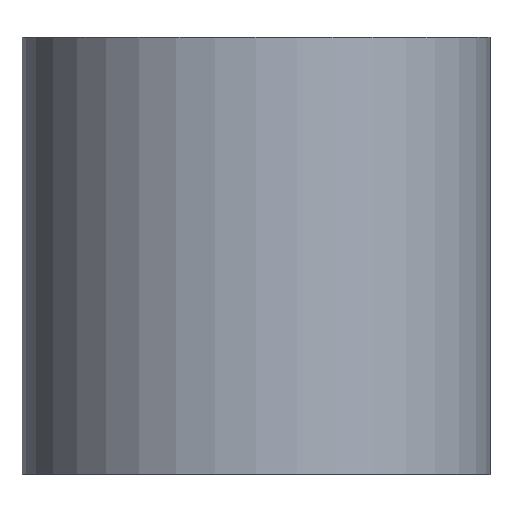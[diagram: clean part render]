
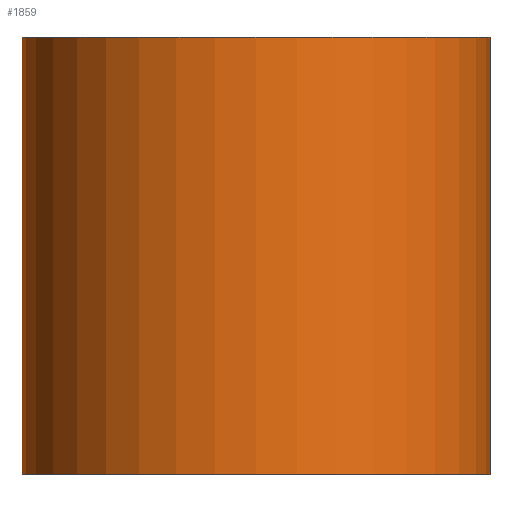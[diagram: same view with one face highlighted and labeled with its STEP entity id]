
A CAD part, top view. The second image highlights one B-rep face of the part: STEP entity #1859.
In plain terms, the highlighted cylindrical face has radius 18.737 mm (diameter 37.475 mm), a partial arc.
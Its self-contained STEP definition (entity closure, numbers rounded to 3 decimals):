
#74 = EDGE_CURVE ( 'NONE', #2169, #370, #2158, .T. ) ;
#166 = ORIENTED_EDGE ( 'NONE', *, *, #1872, .T. ) ;
#308 = DIRECTION ( 'NONE',  ( 1., 0., 0. ) ) ;
#370 = VERTEX_POINT ( 'NONE', #2292 ) ;
#437 = VECTOR ( 'NONE', #2664, 1000. ) ;
#447 = CYLINDRICAL_SURFACE ( 'NONE', #753, 18.737 ) ;
#462 = DIRECTION ( 'NONE',  ( 0., 0., -1. ) ) ;
#510 = LINE ( 'NONE', #1522, #569 ) ;
#521 = ORIENTED_EDGE ( 'NONE', *, *, #635, .F. ) ;
#523 = VERTEX_POINT ( 'NONE', #1345 ) ;
#569 = VECTOR ( 'NONE', #1348, 1000. ) ;
#635 = EDGE_CURVE ( 'NONE', #1354, #2169, #1856, .T. ) ;
#695 = AXIS2_PLACEMENT_3D ( 'NONE', #1643, #1417, #1189 ) ;
#730 = EDGE_LOOP ( 'NONE', ( #2338, #521, #990, #166 ) ) ;
#753 = AXIS2_PLACEMENT_3D ( 'NONE', #2337, #1772, #462 ) ;
#816 = CARTESIAN_POINT ( 'NONE',  ( 18.525, 35., 0. ) ) ;
#990 = ORIENTED_EDGE ( 'NONE', *, *, #1183, .T. ) ;
#1183 = EDGE_CURVE ( 'NONE', #1354, #523, #1235, .T. ) ;
#1188 = CARTESIAN_POINT ( 'NONE',  ( -0.213, 35., 0. ) ) ;
#1189 = DIRECTION ( 'NONE',  ( 1., 0., 0. ) ) ;
#1235 = CIRCLE ( 'NONE', #2220, 18.737 ) ;
#1345 = CARTESIAN_POINT ( 'NONE',  ( -18.95, 35., 0. ) ) ;
#1348 = DIRECTION ( 'NONE',  ( 0., -1., 0. ) ) ;
#1354 = VERTEX_POINT ( 'NONE', #816 ) ;
#1417 = DIRECTION ( 'NONE',  ( 0., -1., 0. ) ) ;
#1460 = CARTESIAN_POINT ( 'NONE',  ( 18.525, 35., 0. ) ) ;
#1522 = CARTESIAN_POINT ( 'NONE',  ( -18.95, 35., 0. ) ) ;
#1643 = CARTESIAN_POINT ( 'NONE',  ( -0.213, 0., 0. ) ) ;
#1772 = DIRECTION ( 'NONE',  ( 0., -1., 0. ) ) ;
#1856 = LINE ( 'NONE', #1460, #437 ) ;
#1859 = ADVANCED_FACE ( 'NONE', ( #1949 ), #447, .T. ) ;
#1872 = EDGE_CURVE ( 'NONE', #523, #370, #510, .T. ) ;
#1927 = CARTESIAN_POINT ( 'NONE',  ( 18.525, 0., 0. ) ) ;
#1949 = FACE_OUTER_BOUND ( 'NONE', #730, .T. ) ;
#2158 = CIRCLE ( 'NONE', #695, 18.737 ) ;
#2169 = VERTEX_POINT ( 'NONE', #1927 ) ;
#2197 = DIRECTION ( 'NONE',  ( 0., -1., 0. ) ) ;
#2220 = AXIS2_PLACEMENT_3D ( 'NONE', #1188, #2197, #308 ) ;
#2292 = CARTESIAN_POINT ( 'NONE',  ( -18.95, 0., 0. ) ) ;
#2337 = CARTESIAN_POINT ( 'NONE',  ( -0.213, 35., 0. ) ) ;
#2338 = ORIENTED_EDGE ( 'NONE', *, *, #74, .F. ) ;
#2664 = DIRECTION ( 'NONE',  ( 0., -1., 0. ) ) ;
